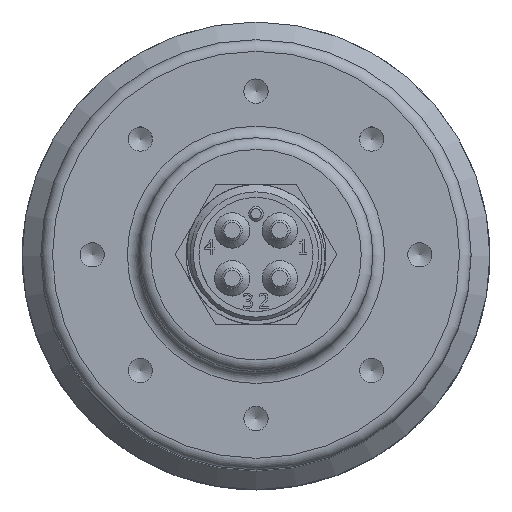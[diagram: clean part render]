
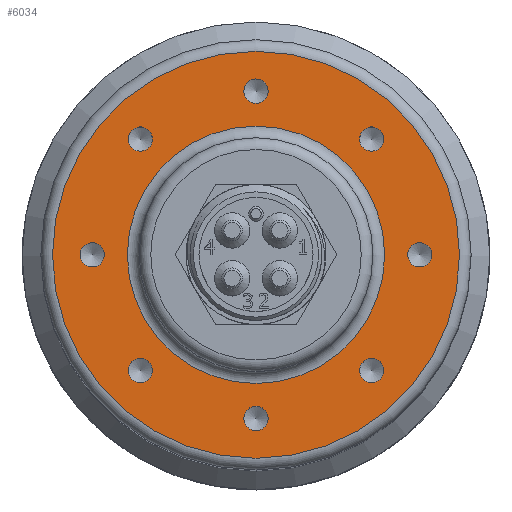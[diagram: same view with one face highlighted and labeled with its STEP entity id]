
A CAD part, top view. The second image highlights one B-rep face of the part: STEP entity #6034.
In plain terms, the highlighted planar face has unit normal (0, 0, 1).
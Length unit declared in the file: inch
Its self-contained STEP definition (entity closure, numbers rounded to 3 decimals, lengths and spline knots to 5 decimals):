
#53=FACE_BOUND('',#879,.T.);
#54=FACE_BOUND('',#880,.T.);
#55=FACE_BOUND('',#881,.T.);
#56=FACE_BOUND('',#882,.T.);
#57=FACE_BOUND('',#883,.T.);
#58=FACE_BOUND('',#884,.T.);
#59=FACE_BOUND('',#885,.T.);
#60=FACE_BOUND('',#886,.T.);
#61=FACE_BOUND('',#887,.T.);
#250=PLANE('',#6491);
#529=FACE_OUTER_BOUND('',#878,.T.);
#878=EDGE_LOOP('',(#4246));
#879=EDGE_LOOP('',(#4247));
#880=EDGE_LOOP('',(#4248));
#881=EDGE_LOOP('',(#4249));
#882=EDGE_LOOP('',(#4250));
#883=EDGE_LOOP('',(#4251));
#884=EDGE_LOOP('',(#4252));
#885=EDGE_LOOP('',(#4253));
#886=EDGE_LOOP('',(#4254));
#887=EDGE_LOOP('',(#4255));
#1247=CIRCLE('',#6484,1.0875);
#1253=CIRCLE('',#6492,0.065);
#1254=CIRCLE('',#6493,0.065);
#1255=CIRCLE('',#6494,0.065);
#1256=CIRCLE('',#6495,0.065);
#1257=CIRCLE('',#6496,0.065);
#1258=CIRCLE('',#6497,0.065);
#1259=CIRCLE('',#6498,0.065);
#1260=CIRCLE('',#6499,0.065);
#1261=CIRCLE('',#6500,0.6875);
#2498=VERTEX_POINT('',#9915);
#2502=VERTEX_POINT('',#9927);
#2503=VERTEX_POINT('',#9929);
#2504=VERTEX_POINT('',#9931);
#2505=VERTEX_POINT('',#9933);
#2506=VERTEX_POINT('',#9935);
#2507=VERTEX_POINT('',#9937);
#2508=VERTEX_POINT('',#9939);
#2509=VERTEX_POINT('',#9941);
#2510=VERTEX_POINT('',#9943);
#3151=EDGE_CURVE('',#2498,#2498,#1247,.T.);
#3157=EDGE_CURVE('',#2502,#2502,#1253,.T.);
#3158=EDGE_CURVE('',#2503,#2503,#1254,.T.);
#3159=EDGE_CURVE('',#2504,#2504,#1255,.T.);
#3160=EDGE_CURVE('',#2505,#2505,#1256,.T.);
#3161=EDGE_CURVE('',#2506,#2506,#1257,.T.);
#3162=EDGE_CURVE('',#2507,#2507,#1258,.T.);
#3163=EDGE_CURVE('',#2508,#2508,#1259,.T.);
#3164=EDGE_CURVE('',#2509,#2509,#1260,.T.);
#3165=EDGE_CURVE('',#2510,#2510,#1261,.T.);
#4246=ORIENTED_EDGE('',*,*,#3151,.F.);
#4247=ORIENTED_EDGE('',*,*,#3157,.T.);
#4248=ORIENTED_EDGE('',*,*,#3158,.T.);
#4249=ORIENTED_EDGE('',*,*,#3159,.T.);
#4250=ORIENTED_EDGE('',*,*,#3160,.T.);
#4251=ORIENTED_EDGE('',*,*,#3161,.T.);
#4252=ORIENTED_EDGE('',*,*,#3162,.T.);
#4253=ORIENTED_EDGE('',*,*,#3163,.T.);
#4254=ORIENTED_EDGE('',*,*,#3164,.T.);
#4255=ORIENTED_EDGE('',*,*,#3165,.F.);
#6034=ADVANCED_FACE('',(#529,#53,#54,#55,#56,#57,#58,#59,#60,#61),#250,
 .T.);
#6484=AXIS2_PLACEMENT_3D('',#9916,#7298,#7299);
#6491=AXIS2_PLACEMENT_3D('',#9926,#7312,#7313);
#6492=AXIS2_PLACEMENT_3D('',#9928,#7314,#7315);
#6493=AXIS2_PLACEMENT_3D('',#9930,#7316,#7317);
#6494=AXIS2_PLACEMENT_3D('',#9932,#7318,#7319);
#6495=AXIS2_PLACEMENT_3D('',#9934,#7320,#7321);
#6496=AXIS2_PLACEMENT_3D('',#9936,#7322,#7323);
#6497=AXIS2_PLACEMENT_3D('',#9938,#7324,#7325);
#6498=AXIS2_PLACEMENT_3D('',#9940,#7326,#7327);
#6499=AXIS2_PLACEMENT_3D('',#9942,#7328,#7329);
#6500=AXIS2_PLACEMENT_3D('',#9944,#7330,#7331);
#7298=DIRECTION('center_axis',(0.,0.,-1.));
#7299=DIRECTION('ref_axis',(-1.,0.,0.));
#7312=DIRECTION('center_axis',(0.,0.,1.));
#7313=DIRECTION('ref_axis',(1.,0.,0.));
#7314=DIRECTION('center_axis',(0.,0.,-1.));
#7315=DIRECTION('ref_axis',(0.707,-0.707,0.));
#7316=DIRECTION('center_axis',(0.,0.,-1.));
#7317=DIRECTION('ref_axis',(0.,-1.,0.));
#7318=DIRECTION('center_axis',(0.,0.,-1.));
#7319=DIRECTION('ref_axis',(-0.707,-0.707,0.));
#7320=DIRECTION('center_axis',(0.,0.,-1.));
#7321=DIRECTION('ref_axis',(-1.,0.,0.));
#7322=DIRECTION('center_axis',(0.,0.,-1.));
#7323=DIRECTION('ref_axis',(-0.707,0.707,0.));
#7324=DIRECTION('center_axis',(0.,0.,-1.));
#7325=DIRECTION('ref_axis',(0.,1.,0.));
#7326=DIRECTION('center_axis',(0.,0.,-1.));
#7327=DIRECTION('ref_axis',(0.707,0.707,0.));
#7328=DIRECTION('center_axis',(0.,0.,-1.));
#7329=DIRECTION('ref_axis',(1.,0.,0.));
#7330=DIRECTION('center_axis',(0.,0.,1.));
#7331=DIRECTION('ref_axis',(-1.,0.,0.));
#9915=CARTESIAN_POINT('',(-1.0875,0.,2.16424));
#9916=CARTESIAN_POINT('Origin',(0.,0.,2.16424));
#9926=CARTESIAN_POINT('Origin',(0.,0.,2.16424));
#9927=CARTESIAN_POINT('',(0.57276,0.66468,2.16424));
#9928=CARTESIAN_POINT('Origin',(0.61872,0.61872,2.16424));
#9929=CARTESIAN_POINT('',(0.875,0.065,2.16424));
#9930=CARTESIAN_POINT('Origin',(0.875,0.,2.16424));
#9931=CARTESIAN_POINT('',(0.66468,-0.57276,2.16424));
#9932=CARTESIAN_POINT('Origin',(0.61872,-0.61872,2.16424));
#9933=CARTESIAN_POINT('',(0.065,-0.875,2.16424));
#9934=CARTESIAN_POINT('Origin',(0.,-0.875,2.16424));
#9935=CARTESIAN_POINT('',(-0.57276,-0.66468,2.16424));
#9936=CARTESIAN_POINT('Origin',(-0.61872,-0.61872,2.16424));
#9937=CARTESIAN_POINT('',(-0.875,-0.065,2.16424));
#9938=CARTESIAN_POINT('Origin',(-0.875,0.,2.16424));
#9939=CARTESIAN_POINT('',(-0.66468,0.57276,2.16424));
#9940=CARTESIAN_POINT('Origin',(-0.61872,0.61872,2.16424));
#9941=CARTESIAN_POINT('',(-0.065,0.875,2.16424));
#9942=CARTESIAN_POINT('Origin',(0.,0.875,2.16424));
#9943=CARTESIAN_POINT('',(0.6875,0.,2.16424));
#9944=CARTESIAN_POINT('Origin',(0.,0.,2.16424));
